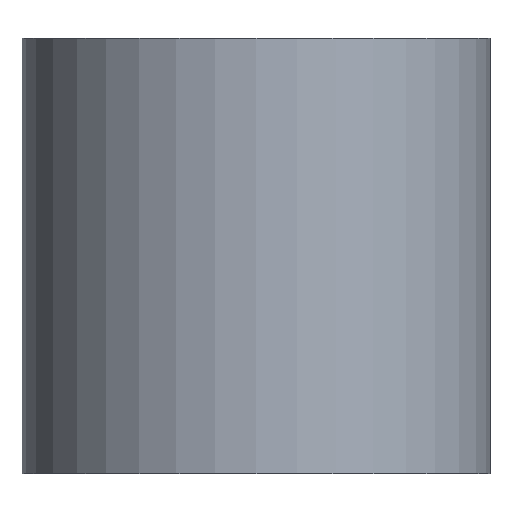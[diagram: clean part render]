
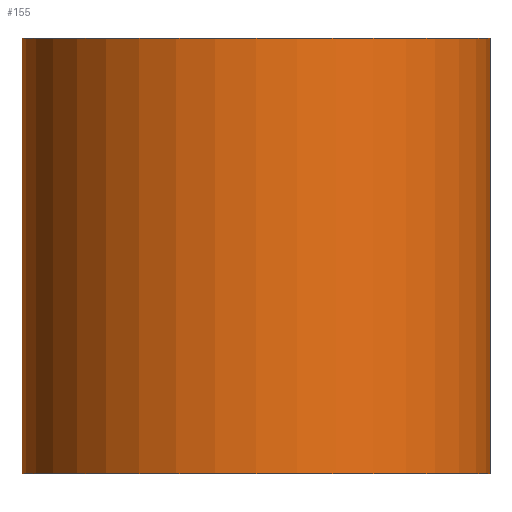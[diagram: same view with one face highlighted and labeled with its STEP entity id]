
A CAD part, front view. The second image highlights one B-rep face of the part: STEP entity #155.
In plain terms, the highlighted cylindrical face has radius 43 mm (diameter 86 mm), a full revolution.
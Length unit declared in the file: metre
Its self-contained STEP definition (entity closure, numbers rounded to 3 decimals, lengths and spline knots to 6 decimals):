
#25=ORIENTED_EDGE('',*,*,#51,.F.);
#26=ORIENTED_EDGE('',*,*,#52,.T.);
#51=EDGE_CURVE('',#64,#64,#81,.T.);
#52=EDGE_CURVE('',#65,#65,#82,.T.);
#64=VERTEX_POINT('',#268);
#65=VERTEX_POINT('',#270);
#81=CIRCLE('',#184,0.043);
#82=CIRCLE('',#185,0.043);
#94=EDGE_LOOP('',(#25));
#95=EDGE_LOOP('',(#26));
#120=FACE_BOUND('',#94,.T.);
#121=FACE_BOUND('',#95,.T.);
#149=CYLINDRICAL_SURFACE('',#183,0.043);
#155=ADVANCED_FACE('',(#120,#121),#149,.T.);
#183=AXIS2_PLACEMENT_3D('',#266,#214,#215);
#184=AXIS2_PLACEMENT_3D('',#267,#216,#217);
#185=AXIS2_PLACEMENT_3D('',#269,#218,#219);
#214=DIRECTION('',(0.,0.,-1.));
#215=DIRECTION('',(-1.,0.,0.));
#216=DIRECTION('',(0.,0.,1.));
#217=DIRECTION('',(1.,0.,0.));
#218=DIRECTION('',(0.,0.,1.));
#219=DIRECTION('',(1.,0.,0.));
#266=CARTESIAN_POINT('',(0.,0.,0.08));
#267=CARTESIAN_POINT('',(0.,0.,0.08));
#268=CARTESIAN_POINT('',(0.043,0.,0.08));
#269=CARTESIAN_POINT('',(0.,0.,0.));
#270=CARTESIAN_POINT('',(0.043,0.,0.));
